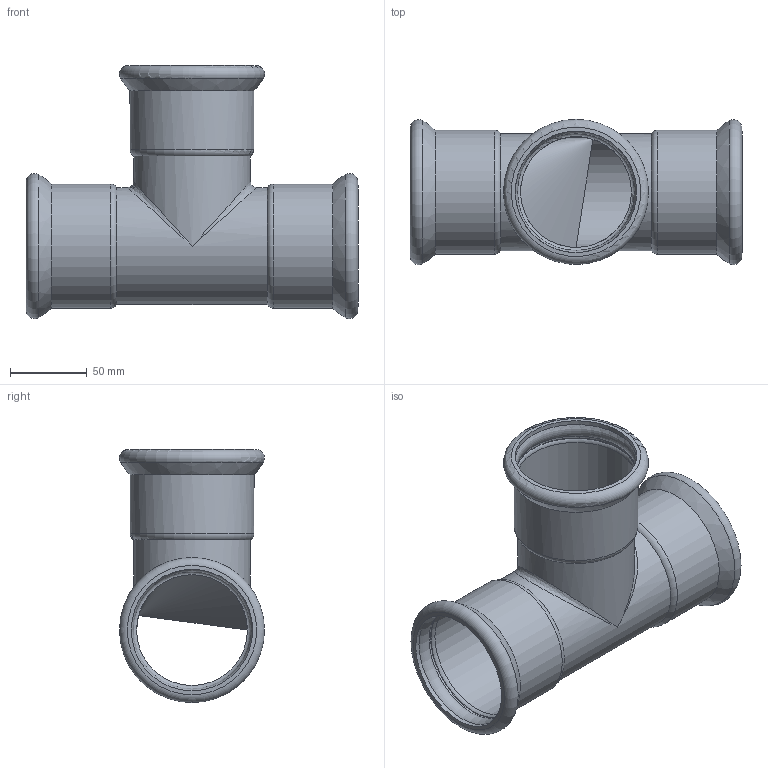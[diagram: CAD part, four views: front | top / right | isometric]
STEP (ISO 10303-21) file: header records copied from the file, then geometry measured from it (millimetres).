
FILE_DESCRIPTION(/* description */ ('TEE NORMALE STEEL DN76,1'),/* implementation_level */ '2;1');
FILE_NAME(/* name */ '382076000_Steelpres.stp',/* time_stamp */ '2022-10-21T14:33:34+02:00',/* author */ ('Vault'),/* organization */ ('Raccorderie metalliche s.p.a. '),/* preprocessor_version */ 'ST-DEVELOPER v18.1',/* originating_system */ 'Autodesk Inventor 2020',/* authorisation */ 'Raccorderie metalliche s.p.a. ');
FILE_SCHEMA (('AUTOMOTIVE_DESIGN { 1 0 10303 214 3 1 1 }'));
Length unit declared in the file: millimetre
Products named in the file (1): 382076000_Steelpres
Bounding box: 216 x 94.4 x 164.75 mm (x, y, z)
Volume: 195627.5 mm3; surface area: 147622.7 mm2
Topology: 1 solids, 1 shells, 44 faces, 170 edges, 116 vertices
Faces by surface type: cylinder 16, torus 15, bspline 7, cone 6
Full cylindrical faces by diameter (mm): 72.1 x2, 76.1 x2, 76.7 x3, 79 x6, 80.7 x3
Entity records: 2511 total; most frequent: CARTESIAN_POINT 968, DIRECTION 366, ORIENTED_EDGE 324, AXIS2_PLACEMENT_3D 171, EDGE_CURVE 162, CIRCLE 128, VERTEX_POINT 116, FACE_OUTER_BOUND 44
